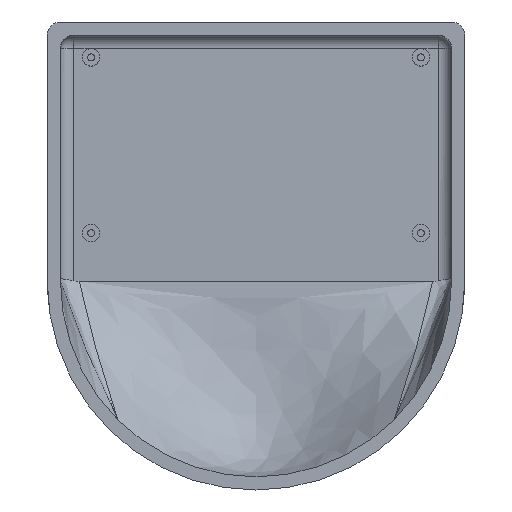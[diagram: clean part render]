
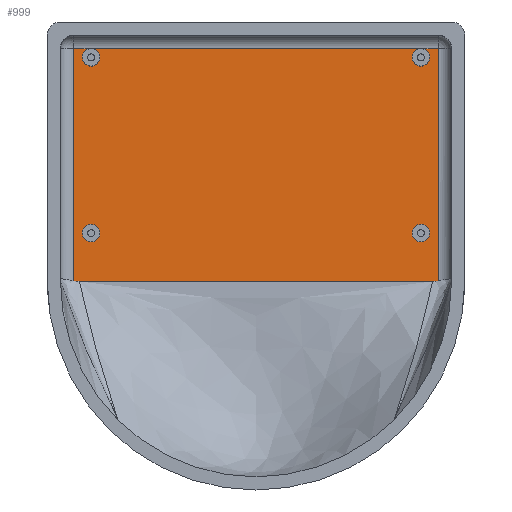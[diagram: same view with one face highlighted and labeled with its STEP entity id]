
A CAD part, top view. The second image highlights one B-rep face of the part: STEP entity #999.
In plain terms, the highlighted planar face has unit normal (0, 0, 1).
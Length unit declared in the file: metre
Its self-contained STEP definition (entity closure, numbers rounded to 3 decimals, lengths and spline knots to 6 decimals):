
#46=CIRCLE('',#1078,0.002);
#47=CIRCLE('',#1079,0.002);
#48=CIRCLE('',#1080,0.002);
#49=CIRCLE('',#1081,0.002);
#102=LINE('',#1748,#158);
#103=LINE('',#1750,#159);
#104=LINE('',#1753,#160);
#105=LINE('',#1756,#161);
#106=LINE('',#1758,#162);
#107=LINE('',#1759,#163);
#158=VECTOR('',#1192,1.);
#159=VECTOR('',#1193,1.);
#160=VECTOR('',#1196,1.);
#161=VECTOR('',#1199,1.);
#162=VECTOR('',#1200,1.);
#163=VECTOR('',#1201,1.);
#202=PLANE('',#1077);
#261=ORIENTED_EDGE('',*,*,#553,.T.);
#262=ORIENTED_EDGE('',*,*,#554,.T.);
#263=ORIENTED_EDGE('',*,*,#517,.T.);
#264=ORIENTED_EDGE('',*,*,#555,.T.);
#265=ORIENTED_EDGE('',*,*,#556,.T.);
#266=ORIENTED_EDGE('',*,*,#557,.T.);
#267=ORIENTED_EDGE('',*,*,#558,.T.);
#268=ORIENTED_EDGE('',*,*,#559,.T.);
#269=ORIENTED_EDGE('',*,*,#560,.T.);
#270=ORIENTED_EDGE('',*,*,#561,.T.);
#271=ORIENTED_EDGE('',*,*,#520,.T.);
#272=ORIENTED_EDGE('',*,*,#562,.T.);
#517=EDGE_CURVE('',#664,#663,#757,.T.);
#520=EDGE_CURVE('',#666,#667,#760,.T.);
#553=EDGE_CURVE('',#699,#699,#46,.F.);
#554=EDGE_CURVE('',#700,#700,#47,.F.);
#555=EDGE_CURVE('',#663,#701,#102,.T.);
#556=EDGE_CURVE('',#701,#702,#103,.T.);
#557=EDGE_CURVE('',#702,#702,#48,.F.);
#558=EDGE_CURVE('',#702,#703,#104,.T.);
#559=EDGE_CURVE('',#703,#703,#49,.F.);
#560=EDGE_CURVE('',#703,#704,#105,.T.);
#561=EDGE_CURVE('',#704,#666,#106,.F.);
#562=EDGE_CURVE('',#667,#664,#107,.T.);
#663=VERTEX_POINT('',#1447);
#664=VERTEX_POINT('',#1452);
#666=VERTEX_POINT('',#1516);
#667=VERTEX_POINT('',#1517);
#699=VERTEX_POINT('',#1745);
#700=VERTEX_POINT('',#1747);
#701=VERTEX_POINT('',#1749);
#702=VERTEX_POINT('',#1751);
#703=VERTEX_POINT('',#1754);
#704=VERTEX_POINT('',#1757);
#757=B_SPLINE_CURVE_WITH_KNOTS('',3,(#1448,#1449,#1450,#1451),
 .UNSPECIFIED.,.F.,.F.,(4,4),(0.,0.001298),.UNSPECIFIED.);
#760=B_SPLINE_CURVE_WITH_KNOTS('',3,(#1512,#1513,#1514,#1515),
 .UNSPECIFIED.,.F.,.F.,(4,4),(0.003672,0.004963),
 .UNSPECIFIED.);
#813=EDGE_LOOP('',(#261));
#814=EDGE_LOOP('',(#262));
#815=EDGE_LOOP('',(#263,#264,#265,#266,#267,#268,#269,#270,#271,#272));
#901=FACE_BOUND('',#813,.T.);
#902=FACE_BOUND('',#814,.T.);
#903=FACE_BOUND('',#815,.T.);
#999=ADVANCED_FACE('',(#901,#902,#903),#202,.T.);
#1077=AXIS2_PLACEMENT_3D('',#1743,#1186,#1187);
#1078=AXIS2_PLACEMENT_3D('',#1744,#1188,#1189);
#1079=AXIS2_PLACEMENT_3D('',#1746,#1190,#1191);
#1080=AXIS2_PLACEMENT_3D('',#1752,#1194,#1195);
#1081=AXIS2_PLACEMENT_3D('',#1755,#1197,#1198);
#1186=DIRECTION('',(0.,0.,1.));
#1187=DIRECTION('',(1.,0.,0.));
#1188=DIRECTION('',(0.,0.,1.));
#1189=DIRECTION('',(1.,0.,0.));
#1190=DIRECTION('',(0.,0.,1.));
#1191=DIRECTION('',(1.,0.,0.));
#1192=DIRECTION('',(0.,1.,0.));
#1193=DIRECTION('',(-1.,0.,0.));
#1194=DIRECTION('',(0.,0.,1.));
#1195=DIRECTION('',(1.,0.,0.));
#1196=DIRECTION('',(-1.,0.,0.));
#1197=DIRECTION('',(0.,0.,1.));
#1198=DIRECTION('',(1.,0.,0.));
#1199=DIRECTION('',(-1.,0.,0.));
#1200=DIRECTION('',(0.,1.,0.));
#1201=DIRECTION('',(1.,0.,0.));
#1447=CARTESIAN_POINT('',(0.0415,-0.013344,0.003));
#1448=CARTESIAN_POINT('',(0.040209,-0.0135,0.003));
#1449=CARTESIAN_POINT('',(0.040648,-0.0135,0.003));
#1450=CARTESIAN_POINT('',(0.041079,-0.013449,0.003));
#1451=CARTESIAN_POINT('',(0.041499,-0.013342,0.003));
#1452=CARTESIAN_POINT('',(0.040209,-0.0135,0.003));
#1512=CARTESIAN_POINT('',(-0.041499,-0.013342,0.003));
#1513=CARTESIAN_POINT('',(-0.041078,-0.013449,0.003));
#1514=CARTESIAN_POINT('',(-0.040642,-0.0135,0.003));
#1515=CARTESIAN_POINT('',(-0.040209,-0.0135,0.003));
#1516=CARTESIAN_POINT('',(-0.0415,-0.013344,0.003));
#1517=CARTESIAN_POINT('',(-0.040209,-0.0135,0.003));
#1743=CARTESIAN_POINT('',(0.08598,0.036265,0.003));
#1744=CARTESIAN_POINT('',(-0.0375,-0.0025,0.003));
#1745=CARTESIAN_POINT('',(-0.0355,-0.0025,0.003));
#1746=CARTESIAN_POINT('',(0.0375,-0.0025,0.003));
#1747=CARTESIAN_POINT('',(0.0395,-0.0025,0.003));
#1748=CARTESIAN_POINT('',(0.0415,0.036265,0.003));
#1749=CARTESIAN_POINT('',(0.0415,0.0395,0.003));
#1750=CARTESIAN_POINT('',(-0.0415,0.0395,0.003));
#1751=CARTESIAN_POINT('',(0.0375,0.0395,0.003));
#1752=CARTESIAN_POINT('',(0.0375,0.0375,0.003));
#1753=CARTESIAN_POINT('',(-0.0415,0.0395,0.003));
#1754=CARTESIAN_POINT('',(-0.0375,0.0395,0.003));
#1755=CARTESIAN_POINT('',(-0.0375,0.0375,0.003));
#1756=CARTESIAN_POINT('',(-0.0415,0.0395,0.003));
#1757=CARTESIAN_POINT('',(-0.0415,0.0395,0.003));
#1758=CARTESIAN_POINT('',(-0.0415,-0.011302,0.003));
#1759=CARTESIAN_POINT('',(0.046,-0.0135,0.003));
